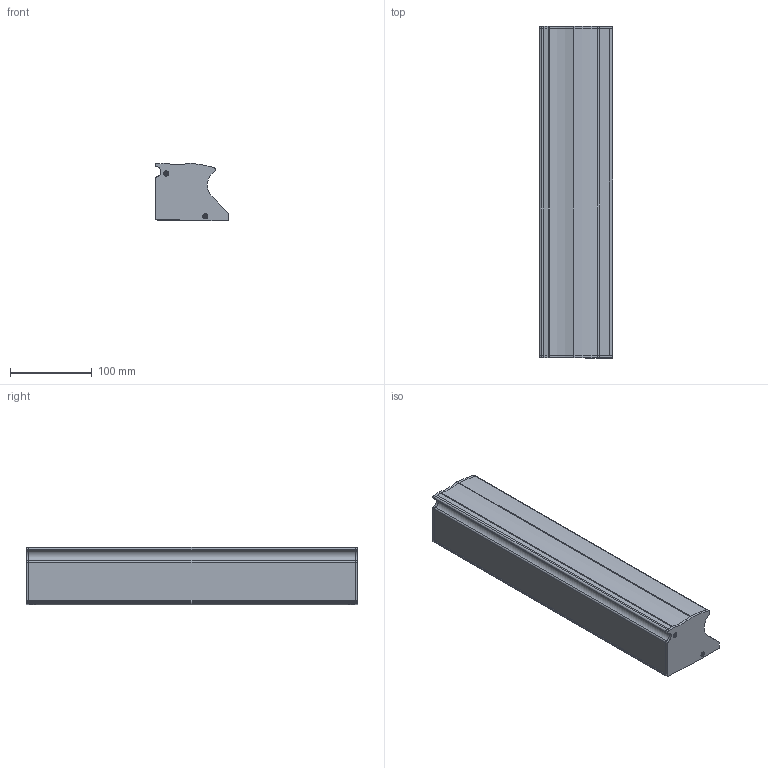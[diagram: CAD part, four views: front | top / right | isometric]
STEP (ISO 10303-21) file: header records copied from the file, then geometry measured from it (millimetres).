
FILE_DESCRIPTION (( 'STEP AP214' ), '1' );
FILE_NAME ('CPREG2N40AS_STPALL.STEP', '2023-11-15T13:12:36', ( '' ), ( '' ), 'SwSTEP 2.0', 'SolidWorks 2020', '' );
FILE_SCHEMA (( 'AUTOMOTIVE_DESIGN' ));
Length unit declared in the file: millimetre
Products named in the file (12): V30035x; MP0903-APH END CAP 2_NA; MP0102-SP END CAP 1_NA; MP0817-18-19-20-21-ARMATURE PLATE HOUSING WITHOUT TAPPING 1_MP0817-400MM FIXATION OBLONG; PP0270-PANEL PLUG DIAM 15.9; MP0389-AP ASSEMBLY; MP0737-38-39-40-41 EML HOUSING_MP0737-EMLH 384T; MP0906-POSITIONING CAP; MP0902-APH END CAP 1_NA; DIN 7500 M - M3 x 8 - Z --- 8S_ISO 7046-1 - M3 x 8 - Z --- 8S; MP0759-60-61-62-63-SCREW COVER_MP0759-400MM; CPREG2N40AS_STPALL
Assembly tree (21 placements, depth 2):
  CPREG2N40AS_STPALL
    MP0737-38-39-40-41 EML HOUSING_MP0737-EMLH 384T
    V30035x
    PP0270-PANEL PLUG DIAM 15.9  x2
    MP0102-SP END CAP 1_NA  x2
    MP0906-POSITIONING CAP  x2
    DIN 7500 M - M3 x 8 - Z --- 8S_ISO 7046-1 - M3 x 8 - Z --- 8S  x8
    MP0817-18-19-20-21-ARMATURE PLATE HOUSING WITHOUT TAPPING 1_MP0817-400MM FIXATION OBLONG
    MP0759-60-61-62-63-SCREW COVER_MP0759-400MM
    MP0903-APH END CAP 2_NA
    MP0902-APH END CAP 1_NA
    MP0389-AP ASSEMBLY
Bounding box: 90.4 x 406 x 70.35 mm (x, y, z)
Volume: 766789.9 mm3; surface area: 480418.7 mm2
Topology: 23 solids, 23 shells, 1638 faces, 4357 edges, 2755 vertices
Faces by surface type: cylinder 569, cone 538, plane 503, torus 22, bspline 6
Entity records: 26298 total; most frequent: CARTESIAN_POINT 5008, DIRECTION 4289, ORIENTED_EDGE 4128, EDGE_CURVE 2064, AXIS2_PLACEMENT_3D 1583, VERTEX_POINT 1345, LINE 1123, VECTOR 1123
